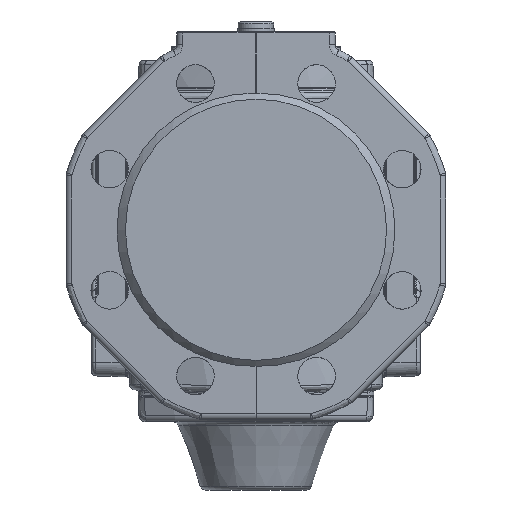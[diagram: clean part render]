
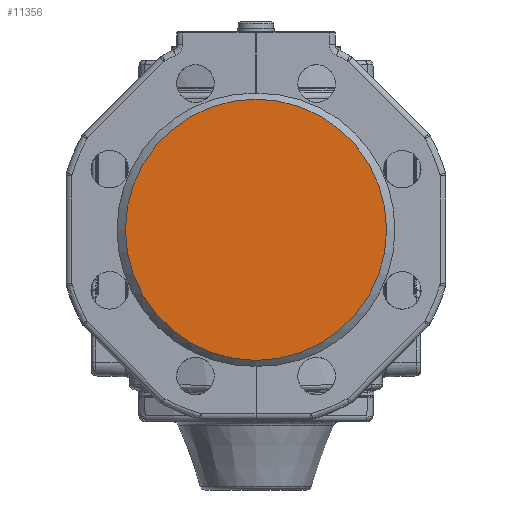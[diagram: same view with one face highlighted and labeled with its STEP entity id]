
A CAD part, left-side view. The second image highlights one B-rep face of the part: STEP entity #11356.
In plain terms, the highlighted planar face has unit normal (-1, 0, 0).
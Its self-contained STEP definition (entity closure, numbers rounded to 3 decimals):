
#11356=ADVANCED_FACE('',(#15584),#14356,.T.);
#14356=PLANE('',#49449);
#15584=FACE_OUTER_BOUND('',#18124,.T.);
#18124=EDGE_LOOP('',(#22533));
#22533=ORIENTED_EDGE('',*,*,#40758,.F.);
#36217=VERTEX_POINT('',#70396);
#40758=EDGE_CURVE('',#36217,#36217,#47004,.T.);
#47004=CIRCLE('',#49448,66.);
#49448=AXIS2_PLACEMENT_3D('',#70395,#55236,#55237);
#49449=AXIS2_PLACEMENT_3D('',#70397,#55238,#55239);
#55236=DIRECTION('',(1.,0.,0.));
#55237=DIRECTION('',(0.,0.,1.));
#55238=DIRECTION('',(-1.,0.,0.));
#55239=DIRECTION('',(0.,0.,1.));
#70395=CARTESIAN_POINT('',(-155.,-1.,-1.));
#70396=CARTESIAN_POINT('',(-155.,-1.,65.));
#70397=CARTESIAN_POINT('',(-155.,-1.,-1.));
